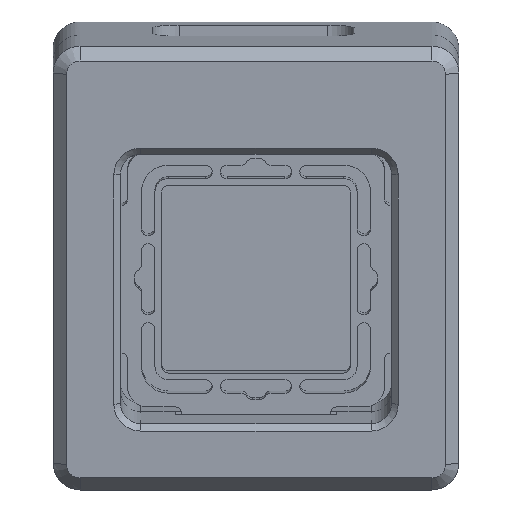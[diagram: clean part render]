
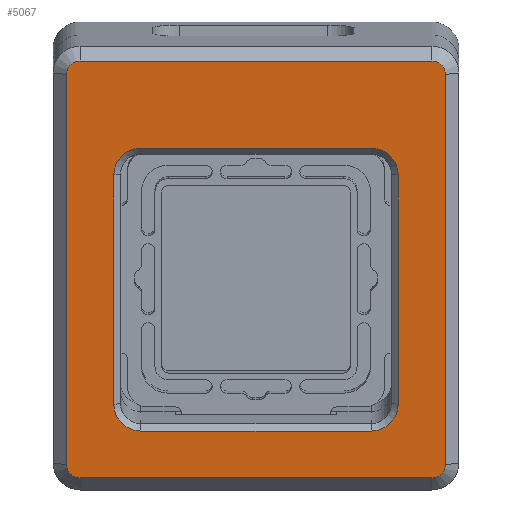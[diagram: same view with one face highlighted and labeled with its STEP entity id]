
A CAD part, top view. The second image highlights one B-rep face of the part: STEP entity #5067.
In plain terms, the highlighted planar face has unit normal (0, -0.104, 0.995).
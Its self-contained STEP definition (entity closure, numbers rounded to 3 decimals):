
#222=FACE_BOUND('',#1008,.T.);
#437=CIRCLE('',#5551,1.);
#439=CIRCLE('',#5555,1.);
#441=CIRCLE('',#5559,1.);
#443=CIRCLE('',#5563,1.);
#446=CIRCLE('',#5571,2.);
#447=CIRCLE('',#5572,2.);
#448=CIRCLE('',#5573,2.);
#449=CIRCLE('',#5574,2.);
#707=FACE_OUTER_BOUND('',#1007,.T.);
#1007=EDGE_LOOP('',(#4499,#4500,#4501,#4502,#4503,#4504,#4505,#4506));
#1008=EDGE_LOOP('',(#4507,#4508,#4509,#4510,#4511,#4512,#4513,#4514));
#1441=LINE('',#8601,#1913);
#1445=LINE('',#8613,#1917);
#1449=LINE('',#8625,#1921);
#1453=LINE('',#8635,#1925);
#1458=LINE('',#8651,#1930);
#1459=LINE('',#8655,#1931);
#1460=LINE('',#8659,#1932);
#1461=LINE('',#8663,#1933);
#1913=VECTOR('',#6894,10.);
#1917=VECTOR('',#6906,10.);
#1921=VECTOR('',#6918,10.);
#1925=VECTOR('',#6930,10.);
#1930=VECTOR('',#6947,10.);
#1931=VECTOR('',#6950,10.);
#1932=VECTOR('',#6953,10.);
#1933=VECTOR('',#6956,10.);
#2407=VERTEX_POINT('',#8592);
#2409=VERTEX_POINT('',#8596);
#2410=VERTEX_POINT('',#8600);
#2412=VERTEX_POINT('',#8606);
#2414=VERTEX_POINT('',#8612);
#2416=VERTEX_POINT('',#8618);
#2418=VERTEX_POINT('',#8624);
#2420=VERTEX_POINT('',#8630);
#2424=VERTEX_POINT('',#8649);
#2425=VERTEX_POINT('',#8650);
#2426=VERTEX_POINT('',#8652);
#2427=VERTEX_POINT('',#8654);
#2428=VERTEX_POINT('',#8656);
#2429=VERTEX_POINT('',#8658);
#2430=VERTEX_POINT('',#8660);
#2431=VERTEX_POINT('',#8662);
#3106=EDGE_CURVE('',#2409,#2407,#437,.T.);
#3107=EDGE_CURVE('',#2407,#2410,#1441,.T.);
#3112=EDGE_CURVE('',#2410,#2412,#439,.T.);
#3113=EDGE_CURVE('',#2412,#2414,#1445,.T.);
#3118=EDGE_CURVE('',#2414,#2416,#441,.T.);
#3119=EDGE_CURVE('',#2416,#2418,#1449,.T.);
#3124=EDGE_CURVE('',#2418,#2420,#443,.T.);
#3125=EDGE_CURVE('',#2420,#2409,#1453,.T.);
#3132=EDGE_CURVE('',#2424,#2425,#1458,.T.);
#3133=EDGE_CURVE('',#2426,#2424,#446,.T.);
#3134=EDGE_CURVE('',#2427,#2426,#1459,.T.);
#3135=EDGE_CURVE('',#2428,#2427,#447,.T.);
#3136=EDGE_CURVE('',#2429,#2428,#1460,.T.);
#3137=EDGE_CURVE('',#2430,#2429,#448,.T.);
#3138=EDGE_CURVE('',#2431,#2430,#1461,.T.);
#3139=EDGE_CURVE('',#2425,#2431,#449,.T.);
#4499=ORIENTED_EDGE('',*,*,#3106,.F.);
#4500=ORIENTED_EDGE('',*,*,#3125,.F.);
#4501=ORIENTED_EDGE('',*,*,#3124,.F.);
#4502=ORIENTED_EDGE('',*,*,#3119,.F.);
#4503=ORIENTED_EDGE('',*,*,#3118,.F.);
#4504=ORIENTED_EDGE('',*,*,#3113,.F.);
#4505=ORIENTED_EDGE('',*,*,#3112,.F.);
#4506=ORIENTED_EDGE('',*,*,#3107,.F.);
#4507=ORIENTED_EDGE('',*,*,#3132,.F.);
#4508=ORIENTED_EDGE('',*,*,#3133,.F.);
#4509=ORIENTED_EDGE('',*,*,#3134,.F.);
#4510=ORIENTED_EDGE('',*,*,#3135,.F.);
#4511=ORIENTED_EDGE('',*,*,#3136,.F.);
#4512=ORIENTED_EDGE('',*,*,#3137,.F.);
#4513=ORIENTED_EDGE('',*,*,#3138,.F.);
#4514=ORIENTED_EDGE('',*,*,#3139,.F.);
#4816=PLANE('',#5570);
#5067=ADVANCED_FACE('',(#707,#222),#4816,.T.);
#5551=AXIS2_PLACEMENT_3D('',#8598,#6890,#6891);
#5555=AXIS2_PLACEMENT_3D('',#8610,#6902,#6903);
#5559=AXIS2_PLACEMENT_3D('',#8622,#6914,#6915);
#5563=AXIS2_PLACEMENT_3D('',#8633,#6926,#6927);
#5570=AXIS2_PLACEMENT_3D('',#8648,#6945,#6946);
#5571=AXIS2_PLACEMENT_3D('',#8653,#6948,#6949);
#5572=AXIS2_PLACEMENT_3D('',#8657,#6951,#6952);
#5573=AXIS2_PLACEMENT_3D('',#8661,#6954,#6955);
#5574=AXIS2_PLACEMENT_3D('',#8664,#6957,#6958);
#6890=DIRECTION('center_axis',(0.,0.105,-0.995));
#6891=DIRECTION('ref_axis',(0.707,0.703,0.074));
#6894=DIRECTION('',(0.,-0.995,-0.105));
#6902=DIRECTION('center_axis',(0.,0.105,-0.995));
#6903=DIRECTION('ref_axis',(0.707,-0.703,-0.074));
#6906=DIRECTION('',(-1.,0.,0.));
#6914=DIRECTION('center_axis',(0.,0.105,-0.995));
#6915=DIRECTION('ref_axis',(-0.707,-0.703,-0.074));
#6918=DIRECTION('',(0.,0.995,0.105));
#6926=DIRECTION('center_axis',(0.,0.105,-0.995));
#6927=DIRECTION('ref_axis',(-0.707,0.703,0.074));
#6930=DIRECTION('',(1.,0.,0.));
#6945=DIRECTION('center_axis',(0.,-0.105,0.995));
#6946=DIRECTION('ref_axis',(1.,0.,0.));
#6947=DIRECTION('',(0.,0.995,0.105));
#6948=DIRECTION('center_axis',(0.,-0.105,0.995));
#6949=DIRECTION('ref_axis',(0.707,-0.703,-0.074));
#6950=DIRECTION('',(1.,0.,0.));
#6951=DIRECTION('center_axis',(0.,-0.105,0.995));
#6952=DIRECTION('ref_axis',(-0.707,-0.703,-0.074));
#6953=DIRECTION('',(0.,-0.995,-0.105));
#6954=DIRECTION('center_axis',(0.,-0.105,0.995));
#6955=DIRECTION('ref_axis',(-0.707,0.703,0.074));
#6956=DIRECTION('',(-1.,0.,0.));
#6957=DIRECTION('center_axis',(0.,-0.105,0.995));
#6958=DIRECTION('ref_axis',(0.707,0.703,0.074));
#8592=CARTESIAN_POINT('',(23.575,5.414,12.202));
#8596=CARTESIAN_POINT('',(22.575,6.408,12.306));
#8598=CARTESIAN_POINT('Origin',(22.575,5.414,12.202));
#8600=CARTESIAN_POINT('',(23.575,-23.527,9.16));
#8601=CARTESIAN_POINT('',(23.575,-17.286,9.816));
#8606=CARTESIAN_POINT('',(22.575,-24.521,9.055));
#8610=CARTESIAN_POINT('Origin',(22.575,-23.527,9.16));
#8612=CARTESIAN_POINT('',(-3.525,-24.521,9.055));
#8613=CARTESIAN_POINT('',(2.,-24.521,9.055));
#8618=CARTESIAN_POINT('',(-4.525,-23.527,9.16));
#8622=CARTESIAN_POINT('Origin',(-3.525,-23.527,9.16));
#8624=CARTESIAN_POINT('',(-4.525,5.414,12.202));
#8625=CARTESIAN_POINT('',(-4.525,-0.827,11.546));
#8630=CARTESIAN_POINT('',(-3.525,6.408,12.306));
#8633=CARTESIAN_POINT('Origin',(-3.525,5.414,12.202));
#8635=CARTESIAN_POINT('',(17.05,6.408,12.306));
#8648=CARTESIAN_POINT('Origin',(9.525,-9.056,10.681));
#8649=CARTESIAN_POINT('',(20.075,-19.051,9.63));
#8650=CARTESIAN_POINT('',(20.075,-2.045,11.418));
#8651=CARTESIAN_POINT('',(20.075,-4.805,11.128));
#8652=CARTESIAN_POINT('',(18.075,-21.04,9.421));
#8653=CARTESIAN_POINT('Origin',(18.075,-19.051,9.63));
#8654=CARTESIAN_POINT('',(0.975,-21.04,9.421));
#8655=CARTESIAN_POINT('',(14.55,-21.04,9.421));
#8656=CARTESIAN_POINT('',(-1.025,-19.051,9.63));
#8657=CARTESIAN_POINT('Origin',(0.975,-19.051,9.63));
#8658=CARTESIAN_POINT('',(-1.025,-2.045,11.418));
#8659=CARTESIAN_POINT('',(-1.025,-14.8,10.077));
#8660=CARTESIAN_POINT('',(0.975,-0.056,11.627));
#8661=CARTESIAN_POINT('Origin',(0.975,-2.045,11.418));
#8662=CARTESIAN_POINT('',(18.075,-0.056,11.627));
#8663=CARTESIAN_POINT('',(4.5,-0.056,11.627));
#8664=CARTESIAN_POINT('Origin',(18.075,-2.045,11.418));
